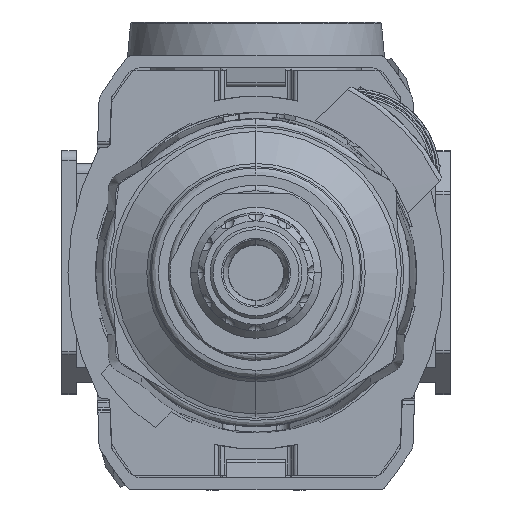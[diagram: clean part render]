
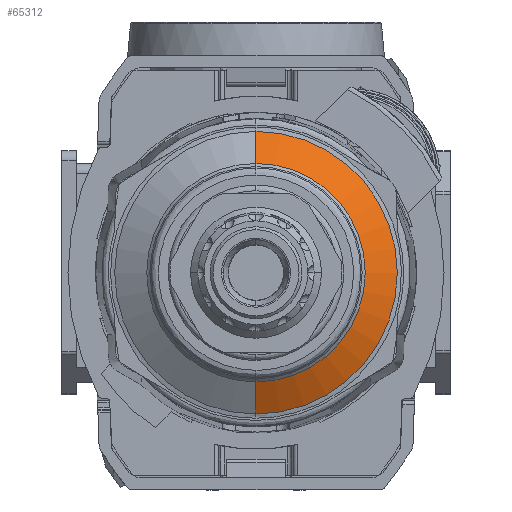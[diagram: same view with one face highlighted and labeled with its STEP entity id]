
A CAD part, front view. The second image highlights one B-rep face of the part: STEP entity #65312.
In plain terms, the highlighted conical face has half-angle 60 degrees and reference radius 16.907 mm.
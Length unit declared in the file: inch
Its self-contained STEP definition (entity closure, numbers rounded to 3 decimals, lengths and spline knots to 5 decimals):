
#5372 = CARTESIAN_POINT ( 'NONE',  ( 0., -3.69728, 0.66563 ) ) ;
#11220 = AXIS2_PLACEMENT_3D ( 'NONE', #69034, #78610, #55583 ) ;
#12826 = VECTOR ( 'NONE', #44199, 39.37008 ) ;
#14308 = CIRCLE ( 'NONE', #11220, 0.66563 ) ;
#22848 = ORIENTED_EDGE ( 'NONE', *, *, #55435, .T. ) ;
#27887 = CIRCLE ( 'NONE', #34067, 0.51452 ) ;
#29889 = DIRECTION ( 'NONE',  ( 0., 1., 0. ) ) ;
#30904 = EDGE_LOOP ( 'NONE', ( #71235, #37200, #22848, #41268 ) ) ;
#32569 = EDGE_CURVE ( 'NONE', #64861, #83459, #27887, .T. ) ;
#33059 = LINE ( 'NONE', #71912, #69428 ) ;
#34067 = AXIS2_PLACEMENT_3D ( 'NONE', #81294, #29889, #61080 ) ;
#35484 = AXIS2_PLACEMENT_3D ( 'NONE', #87853, #95065, #57133 ) ;
#37200 = ORIENTED_EDGE ( 'NONE', *, *, #41485, .T. ) ;
#41268 = ORIENTED_EDGE ( 'NONE', *, *, #81733, .F. ) ;
#41485 = EDGE_CURVE ( 'NONE', #83459, #63935, #33059, .T. ) ;
#44199 = DIRECTION ( 'NONE',  ( 0., 0.5, 0.866 ) ) ;
#47366 = CARTESIAN_POINT ( 'NONE',  ( 0., -3.78452, -0.51452 ) ) ;
#49579 = CARTESIAN_POINT ( 'NONE',  ( 0., -3.69728, -0.66563 ) ) ;
#55387 = CONICAL_SURFACE ( 'NONE', #35484, 0.66563, 1.047 ) ;
#55435 = EDGE_CURVE ( 'NONE', #63935, #91913, #14308, .T. ) ;
#55583 = DIRECTION ( 'NONE',  ( 0., 0., -1. ) ) ;
#57133 = DIRECTION ( 'NONE',  ( 0., 0., 1. ) ) ;
#58624 = CARTESIAN_POINT ( 'NONE',  ( 0., -3.69728, 0.66563 ) ) ;
#61080 = DIRECTION ( 'NONE',  ( 0., 0., 1. ) ) ;
#63935 = VERTEX_POINT ( 'NONE', #49579 ) ;
#64861 = VERTEX_POINT ( 'NONE', #70689 ) ;
#65312 = ADVANCED_FACE ( 'NONE', ( #72948 ), #55387, .T. ) ;
#69034 = CARTESIAN_POINT ( 'NONE',  ( 0., -3.69728, 0. ) ) ;
#69428 = VECTOR ( 'NONE', #72863, 39.37008 ) ;
#70689 = CARTESIAN_POINT ( 'NONE',  ( 0., -3.78452, 0.51452 ) ) ;
#71235 = ORIENTED_EDGE ( 'NONE', *, *, #32569, .T. ) ;
#71912 = CARTESIAN_POINT ( 'NONE',  ( 0., -3.69728, -0.66563 ) ) ;
#72863 = DIRECTION ( 'NONE',  ( 0., 0.5, -0.866 ) ) ;
#72948 = FACE_OUTER_BOUND ( 'NONE', #30904, .T. ) ;
#78610 = DIRECTION ( 'NONE',  ( 0., -1., 0. ) ) ;
#80722 = LINE ( 'NONE', #58624, #12826 ) ;
#81294 = CARTESIAN_POINT ( 'NONE',  ( 0., -3.78452, 0. ) ) ;
#81733 = EDGE_CURVE ( 'NONE', #64861, #91913, #80722, .T. ) ;
#83459 = VERTEX_POINT ( 'NONE', #47366 ) ;
#87853 = CARTESIAN_POINT ( 'NONE',  ( 0., -3.69728, 0. ) ) ;
#91913 = VERTEX_POINT ( 'NONE', #5372 ) ;
#95065 = DIRECTION ( 'NONE',  ( 0., 1., 0. ) ) ;
